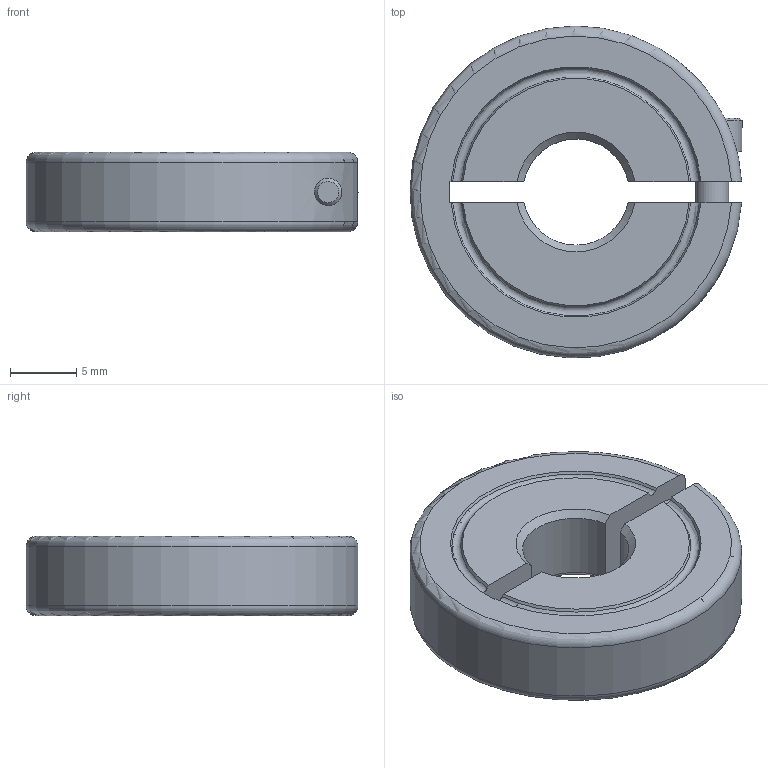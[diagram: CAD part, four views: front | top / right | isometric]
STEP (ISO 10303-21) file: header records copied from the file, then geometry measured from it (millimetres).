
FILE_DESCRIPTION(/* description */ (''),/* implementation_level */ '2;1');
FILE_NAME(/* name */ 'ENCL25-8-A_Green.stp',/* time_stamp */ '2019-12-04T13:30:58-08:00',/* author */ ('Phillips Lenovo'),/* organization */ ('Autodesk Inc.'),/* preprocessor_version */ 'ST-DEVELOPER v18',/* originating_system */ 'Autodesk Inventor 2020',/* authorisation */ '');
FILE_SCHEMA (('AUTOMOTIVE_DESIGN { 1 0 10303 214 3 1 1 }'));
Length unit declared in the file: inch
Products named in the file (3): ENCL25-8-A_Green; ENCLxx-xx-x_ENCL25-8MM-A_Green; CAP SCREWS_CFM2.5_8
Assembly tree (2 placements, depth 2):
  ENCL25-8-A_Green
    ENCLxx-xx-x_ENCL25-8MM-A_Green
    CAP SCREWS_CFM2.5_8
Bounding box: 25 x 24.99 x 6 mm (x, y, z)
Volume: 2442.9 mm3; surface area: 1774.5 mm2
Topology: 2 solids, 2 shells, 44 faces, 122 edges, 84 vertices
Faces by surface type: plane 20, cone 10, cylinder 9, torus 5
Full cylindrical faces by diameter (mm): 2.057 x1, 2.5 x1, 2.718 x1, 4.5 x1
Entity records: 1706 total; most frequent: CARTESIAN_POINT 472, ORIENTED_EDGE 244, DIRECTION 233, EDGE_CURVE 122, AXIS2_PLACEMENT_3D 93, VERTEX_POINT 84, EDGE_LOOP 50, LINE 47
